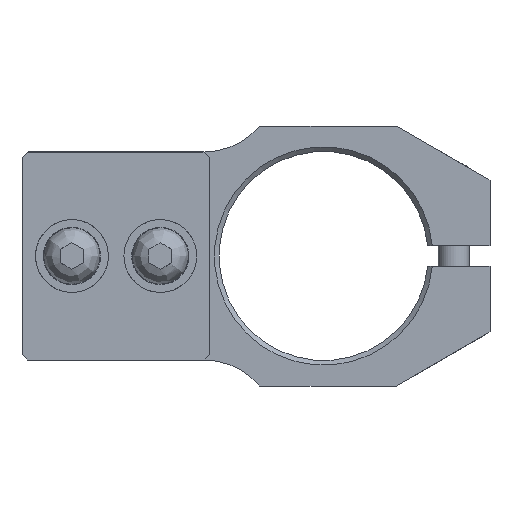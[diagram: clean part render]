
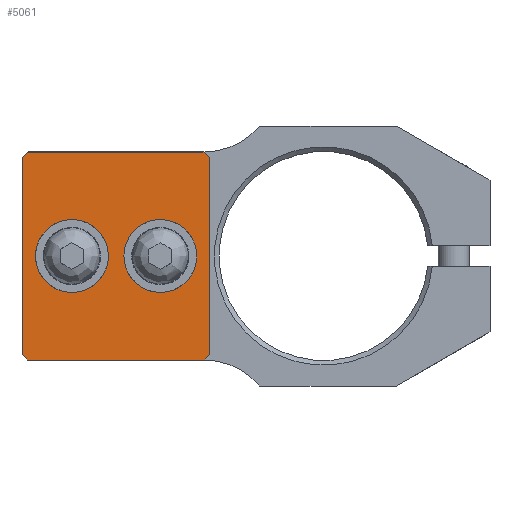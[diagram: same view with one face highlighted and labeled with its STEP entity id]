
A CAD part, front view. The second image highlights one B-rep face of the part: STEP entity #5061.
In plain terms, the highlighted planar face has unit normal (0, -1, 0).
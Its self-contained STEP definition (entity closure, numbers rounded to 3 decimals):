
#5061=ADVANCED_FACE('',(#9991,#9992,#9993),#9994,.T.);
#9991=FACE_BOUND('',#15807,.T.);
#9992=FACE_BOUND('',#15808,.T.);
#9993=FACE_OUTER_BOUND('',#15809,.T.);
#9994=PLANE('',#15810);
#15807=EDGE_LOOP('',(#27824));
#15808=EDGE_LOOP('',(#27825));
#15809=EDGE_LOOP('',(#27826,#27827,#27828,#27829,#27830,#27831,#27832,#27833));
#15810=AXIS2_PLACEMENT_3D('',#27834,#27835,#27836);
#27824=ORIENTED_EDGE('',*,*,#32436,.F.);
#27825=ORIENTED_EDGE('',*,*,#32437,.F.);
#27826=ORIENTED_EDGE('',*,*,#32410,.T.);
#27827=ORIENTED_EDGE('',*,*,#32438,.T.);
#27828=ORIENTED_EDGE('',*,*,#32432,.T.);
#27829=ORIENTED_EDGE('',*,*,#32439,.T.);
#27830=ORIENTED_EDGE('',*,*,#32406,.T.);
#27831=ORIENTED_EDGE('',*,*,#32440,.T.);
#27832=ORIENTED_EDGE('',*,*,#32429,.T.);
#27833=ORIENTED_EDGE('',*,*,#32441,.T.);
#27834=CARTESIAN_POINT('',(0.0,-8.5,0.0));
#27835=DIRECTION('',(0.0,-1.0,0.0));
#27836=DIRECTION('',(0.0,0.0,-1.0));
#32406=EDGE_CURVE('',#38204,#38202,#38205,.T.);
#32410=EDGE_CURVE('',#38210,#38208,#38211,.T.);
#32429=EDGE_CURVE('',#38235,#38233,#38236,.T.);
#32432=EDGE_CURVE('',#38239,#38240,#38241,.T.);
#32436=EDGE_CURVE('',#38245,#38245,#38246,.T.);
#32437=EDGE_CURVE('',#38247,#38247,#38248,.T.);
#32438=EDGE_CURVE('',#38208,#38239,#38249,.T.);
#32439=EDGE_CURVE('',#38240,#38204,#38250,.F.);
#32440=EDGE_CURVE('',#38202,#38235,#38251,.T.);
#32441=EDGE_CURVE('',#38233,#38210,#38252,.F.);
#38202=VERTEX_POINT('',#46919);
#38204=VERTEX_POINT('',#46922);
#38205=LINE('',#46923,#46924);
#38208=VERTEX_POINT('',#46928);
#38210=VERTEX_POINT('',#46931);
#38211=LINE('',#46932,#46933);
#38233=VERTEX_POINT('',#46966);
#38235=VERTEX_POINT('',#46969);
#38236=LINE('',#46970,#46971);
#38239=VERTEX_POINT('',#46975);
#38240=VERTEX_POINT('',#46976);
#38241=LINE('',#46977,#46978);
#38245=VERTEX_POINT('',#46984);
#38246=CIRCLE('',#46985,3.5);
#38247=VERTEX_POINT('',#46986);
#38248=CIRCLE('',#46987,3.5);
#38249=LINE('',#46988,#46989);
#38250=LINE('',#46990,#46991);
#38251=LINE('',#46992,#46993);
#38252=LINE('',#46994,#46995);
#46919=CARTESIAN_POINT('',(-22.75,-8.5,10.0));
#46922=CARTESIAN_POINT('',(-5.75,-8.5,10.0));
#46923=CARTESIAN_POINT('',(-5.25,-8.5,10.0));
#46924=VECTOR('',#50544,1.0);
#46928=CARTESIAN_POINT('',(-5.75,-8.5,-10.0));
#46931=CARTESIAN_POINT('',(-22.75,-8.5,-10.0));
#46932=CARTESIAN_POINT('',(-23.25,-8.5,-10.0));
#46933=VECTOR('',#50547,1.0);
#46966=CARTESIAN_POINT('',(-23.25,-8.5,-9.5));
#46969=CARTESIAN_POINT('',(-23.25,-8.5,9.5));
#46970=CARTESIAN_POINT('',(-23.25,-8.5,10.0));
#46971=VECTOR('',#50566,1.0);
#46975=CARTESIAN_POINT('',(-5.25,-8.5,-9.5));
#46976=CARTESIAN_POINT('',(-5.25,-8.5,9.5));
#46977=CARTESIAN_POINT('',(-5.25,-8.5,10.0));
#46978=VECTOR('',#50568,1.0);
#46984=CARTESIAN_POINT('',(-14.95,-8.5,0.));
#46985=AXIS2_PLACEMENT_3D('',#50571,#50572,#50573);
#46986=CARTESIAN_POINT('',(-6.45,-8.5,0.));
#46987=AXIS2_PLACEMENT_3D('',#50574,#50575,#50576);
#46988=CARTESIAN_POINT('',(2.125,-8.5,-2.125));
#46989=VECTOR('',#50577,1.0);
#46990=CARTESIAN_POINT('',(2.125,-8.5,2.125));
#46991=VECTOR('',#50578,1.0);
#46992=CARTESIAN_POINT('',(-16.375,-8.5,16.375));
#46993=VECTOR('',#50579,1.0);
#46994=CARTESIAN_POINT('',(-16.375,-8.5,-16.375));
#46995=VECTOR('',#50580,1.0);
#50544=DIRECTION('',(-1.0,0.0,0.));
#50547=DIRECTION('',(1.0,0.0,0.));
#50566=DIRECTION('',(0.0,0.0,-1.0));
#50568=DIRECTION('',(0.,0.0,1.0));
#50571=CARTESIAN_POINT('',(-18.45,-8.5,0.));
#50572=DIRECTION('',(0.0,-1.0,0.0));
#50573=DIRECTION('',(1.0,0.0,0.0));
#50574=CARTESIAN_POINT('',(-9.95,-8.5,0.));
#50575=DIRECTION('',(0.0,-1.0,0.0));
#50576=DIRECTION('',(1.0,0.0,0.0));
#50577=DIRECTION('',(0.707,0.0,0.707));
#50578=DIRECTION('',(0.707,0.0,-0.707));
#50579=DIRECTION('',(-0.707,0.0,-0.707));
#50580=DIRECTION('',(-0.707,0.0,0.707));
